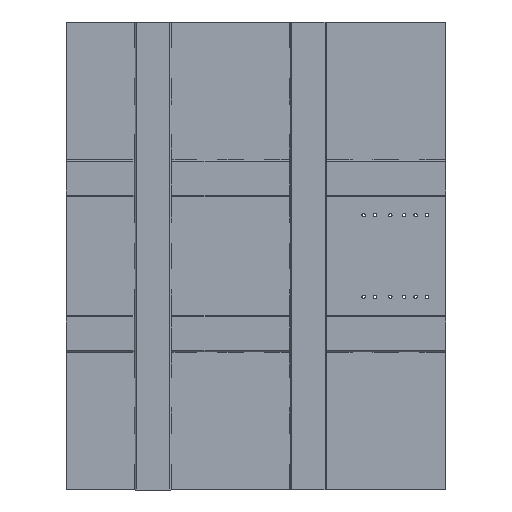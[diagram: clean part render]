
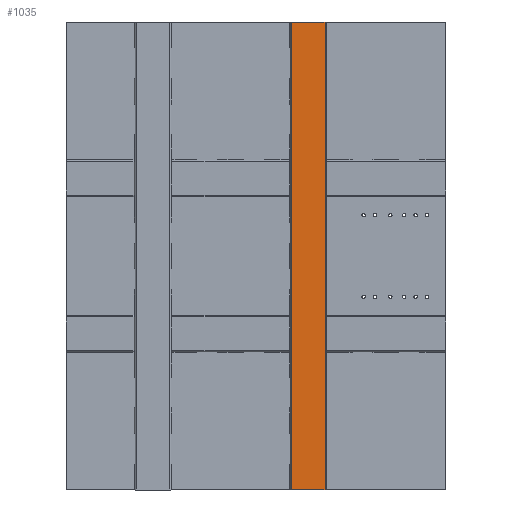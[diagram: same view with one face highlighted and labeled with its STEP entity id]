
A CAD part, left-side view. The second image highlights one B-rep face of the part: STEP entity #1035.
In plain terms, the highlighted planar face has unit normal (-1, 0, 0).
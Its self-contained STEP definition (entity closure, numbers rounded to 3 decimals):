
#75 = VECTOR ( 'NONE', #6268, 1000. ) ;
#139 = DIRECTION ( 'NONE',  ( 0., 0., 1. ) ) ;
#369 = ORIENTED_EDGE ( 'NONE', *, *, #2071, .T. ) ;
#378 = LINE ( 'NONE', #5517, #1801 ) ;
#705 = LINE ( 'NONE', #6227, #75 ) ;
#839 = AXIS2_PLACEMENT_3D ( 'NONE', #5696, #2428, #139 ) ;
#1034 = CARTESIAN_POINT ( 'NONE',  ( 0., -84., -1175. ) ) ;
#1035 = ADVANCED_FACE ( 'NONE', ( #1324 ), #3562, .T. ) ;
#1324 = FACE_OUTER_BOUND ( 'NONE', #6318, .T. ) ;
#1380 = VERTEX_POINT ( 'NONE', #4999 ) ;
#1506 = EDGE_CURVE ( 'NONE', #1380, #6087, #4365, .T. ) ;
#1586 = DIRECTION ( 'NONE',  ( 0., 0., 1. ) ) ;
#1799 = CARTESIAN_POINT ( 'NONE',  ( 0., -84., 1175. ) ) ;
#1801 = VECTOR ( 'NONE', #3286, 1000. ) ;
#2071 = EDGE_CURVE ( 'NONE', #5074, #3420, #5497, .T. ) ;
#2144 = ORIENTED_EDGE ( 'NONE', *, *, #1506, .F. ) ;
#2360 = CARTESIAN_POINT ( 'NONE',  ( 0., -84., -1175. ) ) ;
#2428 = DIRECTION ( 'NONE',  ( -1., 0., 0. ) ) ;
#2821 = CARTESIAN_POINT ( 'NONE',  ( 0., 84., -1175. ) ) ;
#3286 = DIRECTION ( 'NONE',  ( 0., -1., 0. ) ) ;
#3373 = EDGE_CURVE ( 'NONE', #6087, #3420, #705, .T. ) ;
#3420 = VERTEX_POINT ( 'NONE', #1799 ) ;
#3562 = PLANE ( 'NONE',  #839 ) ;
#4186 = ORIENTED_EDGE ( 'NONE', *, *, #5026, .T. ) ;
#4365 = LINE ( 'NONE', #2821, #5321 ) ;
#4952 = DIRECTION ( 'NONE',  ( 0., 0., 1. ) ) ;
#4999 = CARTESIAN_POINT ( 'NONE',  ( 0., 84., -1175. ) ) ;
#5026 = EDGE_CURVE ( 'NONE', #1380, #5074, #378, .T. ) ;
#5074 = VERTEX_POINT ( 'NONE', #2360 ) ;
#5321 = VECTOR ( 'NONE', #1586, 1000. ) ;
#5497 = LINE ( 'NONE', #1034, #6355 ) ;
#5517 = CARTESIAN_POINT ( 'NONE',  ( 0., -90., -1175. ) ) ;
#5580 = CARTESIAN_POINT ( 'NONE',  ( 0., 84., 1175. ) ) ;
#5696 = CARTESIAN_POINT ( 'NONE',  ( 0., -90., -1175. ) ) ;
#6087 = VERTEX_POINT ( 'NONE', #5580 ) ;
#6227 = CARTESIAN_POINT ( 'NONE',  ( 0., -90., 1175. ) ) ;
#6268 = DIRECTION ( 'NONE',  ( 0., -1., 0. ) ) ;
#6318 = EDGE_LOOP ( 'NONE', ( #6430, #2144, #4186, #369 ) ) ;
#6355 = VECTOR ( 'NONE', #4952, 1000. ) ;
#6430 = ORIENTED_EDGE ( 'NONE', *, *, #3373, .F. ) ;
